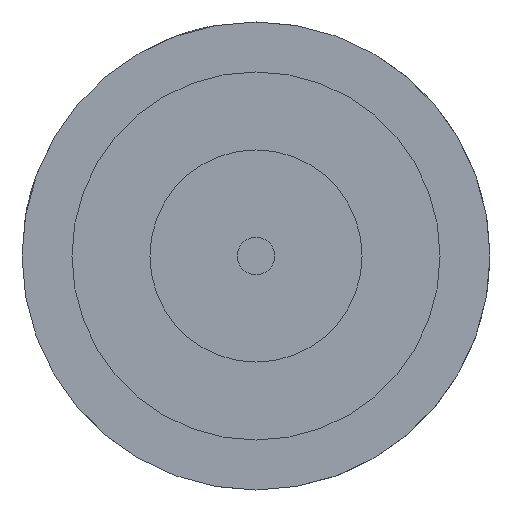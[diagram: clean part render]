
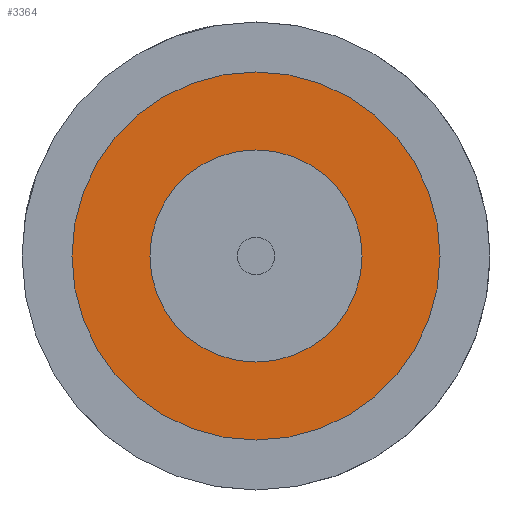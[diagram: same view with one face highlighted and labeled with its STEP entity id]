
A CAD part, front view. The second image highlights one B-rep face of the part: STEP entity #3364.
In plain terms, the highlighted planar face has unit normal (0, -1, 0).
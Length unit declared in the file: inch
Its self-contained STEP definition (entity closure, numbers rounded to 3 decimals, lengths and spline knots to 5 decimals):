
#250 = FACE_BOUND ( 'NONE', #2043, .T. ) ;
#532 = DIRECTION ( 'NONE',  ( 0., 0., 1. ) ) ;
#1255 = DIRECTION ( 'NONE',  ( 0., 0., 1. ) ) ;
#1416 = CARTESIAN_POINT ( 'NONE',  ( 0., 0.07366, -0.715 ) ) ;
#1642 = EDGE_CURVE ( 'NONE', #3888, #5943, #3101, .T. ) ;
#1747 = CARTESIAN_POINT ( 'NONE',  ( 0., 0.07366, -0.965 ) ) ;
#2043 = EDGE_LOOP ( 'NONE', ( #4110, #4695 ) ) ;
#2201 = ORIENTED_EDGE ( 'NONE', *, *, #4749, .F. ) ;
#2257 = DIRECTION ( 'NONE',  ( 0., 1., 0. ) ) ;
#2319 = EDGE_LOOP ( 'NONE', ( #2700, #2201 ) ) ;
#2582 = CIRCLE ( 'NONE', #4689, 0.59 ) ;
#2669 = AXIS2_PLACEMENT_3D ( 'NONE', #2812, #5710, #532 ) ;
#2700 = ORIENTED_EDGE ( 'NONE', *, *, #1642, .F. ) ;
#2812 = CARTESIAN_POINT ( 'NONE',  ( 0., 0.07366, -0.375 ) ) ;
#2858 = CARTESIAN_POINT ( 'NONE',  ( 0., 0.07366, -0.375 ) ) ;
#3101 = CIRCLE ( 'NONE', #3787, 0.59 ) ;
#3227 = CARTESIAN_POINT ( 'NONE',  ( 0., 0.07366, -0.375 ) ) ;
#3364 = ADVANCED_FACE ( 'NONE', ( #250, #3576 ), #4096, .T. ) ;
#3544 = CARTESIAN_POINT ( 'NONE',  ( 0., 0.07366, -0.035 ) ) ;
#3576 = FACE_OUTER_BOUND ( 'NONE', #2319, .T. ) ;
#3661 = DIRECTION ( 'NONE',  ( 0., 1., 0. ) ) ;
#3787 = AXIS2_PLACEMENT_3D ( 'NONE', #3227, #2257, #4734 ) ;
#3816 = AXIS2_PLACEMENT_3D ( 'NONE', #2858, #5758, #5859 ) ;
#3888 = VERTEX_POINT ( 'NONE', #4289 ) ;
#4096 = PLANE ( 'NONE',  #6236 ) ;
#4110 = ORIENTED_EDGE ( 'NONE', *, *, #5322, .T. ) ;
#4289 = CARTESIAN_POINT ( 'NONE',  ( 0., 0.07366, 0.215 ) ) ;
#4454 = VERTEX_POINT ( 'NONE', #1416 ) ;
#4503 = EDGE_CURVE ( 'NONE', #4454, #5829, #5392, .T. ) ;
#4665 = CARTESIAN_POINT ( 'NONE',  ( 0., 0.07366, -0.375 ) ) ;
#4689 = AXIS2_PLACEMENT_3D ( 'NONE', #4665, #3661, #1255 ) ;
#4695 = ORIENTED_EDGE ( 'NONE', *, *, #4503, .T. ) ;
#4734 = DIRECTION ( 'NONE',  ( 0., 0., 1. ) ) ;
#4749 = EDGE_CURVE ( 'NONE', #5943, #3888, #2582, .T. ) ;
#5028 = DIRECTION ( 'NONE',  ( 1., 0., 0. ) ) ;
#5322 = EDGE_CURVE ( 'NONE', #5829, #4454, #5737, .T. ) ;
#5392 = CIRCLE ( 'NONE', #2669, 0.34 ) ;
#5503 = CARTESIAN_POINT ( 'NONE',  ( 0.59, 0.07366, -0.375 ) ) ;
#5560 = DIRECTION ( 'NONE',  ( 0., -1., 0. ) ) ;
#5710 = DIRECTION ( 'NONE',  ( 0., 1., 0. ) ) ;
#5737 = CIRCLE ( 'NONE', #3816, 0.34 ) ;
#5758 = DIRECTION ( 'NONE',  ( 0., 1., 0. ) ) ;
#5829 = VERTEX_POINT ( 'NONE', #3544 ) ;
#5859 = DIRECTION ( 'NONE',  ( 0., 0., 1. ) ) ;
#5943 = VERTEX_POINT ( 'NONE', #1747 ) ;
#6236 = AXIS2_PLACEMENT_3D ( 'NONE', #5503, #5560, #5028 ) ;
